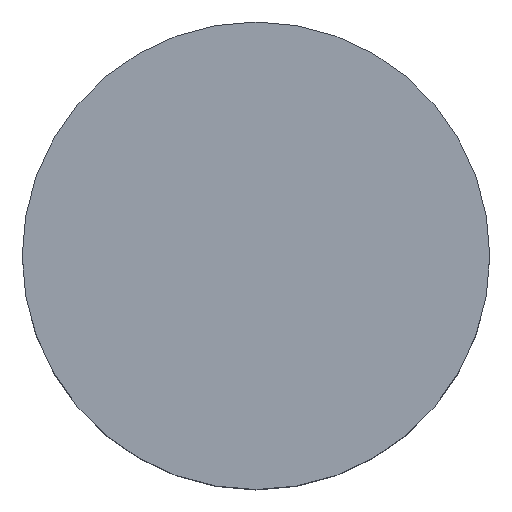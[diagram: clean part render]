
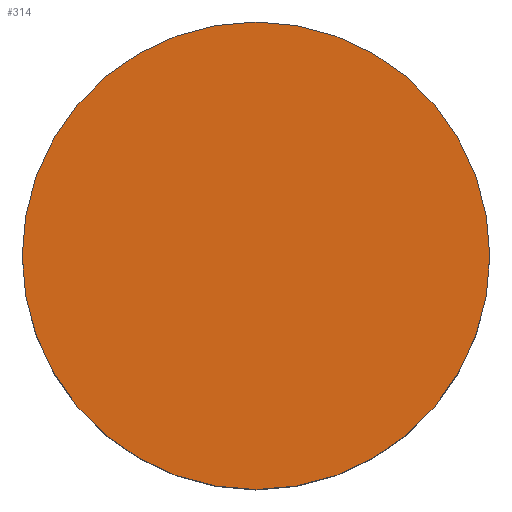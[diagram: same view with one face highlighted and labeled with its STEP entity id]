
A CAD part, top view. The second image highlights one B-rep face of the part: STEP entity #314.
In plain terms, the highlighted planar face has unit normal (0, 0, 1).
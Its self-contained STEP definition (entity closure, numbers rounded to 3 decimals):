
#45 = EDGE_CURVE ( 'NONE', #92, #53, #133, .T. ) ;
#51 = CARTESIAN_POINT ( 'NONE',  ( 0., 0., 0. ) ) ;
#53 = VERTEX_POINT ( 'NONE', #161 ) ;
#79 = AXIS2_PLACEMENT_3D ( 'NONE', #51, #86, #194 ) ;
#80 = DIRECTION ( 'NONE',  ( 0., 0., 1. ) ) ;
#83 = DIRECTION ( 'NONE',  ( 1., 0., 0. ) ) ;
#86 = DIRECTION ( 'NONE',  ( 0., 0., 1. ) ) ;
#92 = VERTEX_POINT ( 'NONE', #209 ) ;
#111 = PLANE ( 'NONE',  #222 ) ;
#133 = CIRCLE ( 'NONE', #79, 3. ) ;
#158 = AXIS2_PLACEMENT_3D ( 'NONE', #273, #253, #83 ) ;
#161 = CARTESIAN_POINT ( 'NONE',  ( 3., 0., 0. ) ) ;
#179 = EDGE_LOOP ( 'NONE', ( #265, #352 ) ) ;
#187 = CARTESIAN_POINT ( 'NONE',  ( 0., 0., 0. ) ) ;
#194 = DIRECTION ( 'NONE',  ( 1., 0., 0. ) ) ;
#209 = CARTESIAN_POINT ( 'NONE',  ( -3., 0., 0. ) ) ;
#222 = AXIS2_PLACEMENT_3D ( 'NONE', #187, #80, #300 ) ;
#253 = DIRECTION ( 'NONE',  ( 0., 0., 1. ) ) ;
#265 = ORIENTED_EDGE ( 'NONE', *, *, #277, .T. ) ;
#273 = CARTESIAN_POINT ( 'NONE',  ( 0., 0., 0. ) ) ;
#277 = EDGE_CURVE ( 'NONE', #53, #92, #282, .T. ) ;
#282 = CIRCLE ( 'NONE', #158, 3. ) ;
#300 = DIRECTION ( 'NONE',  ( 1., 0., 0. ) ) ;
#314 = ADVANCED_FACE ( 'NONE', ( #349 ), #111, .T. ) ;
#349 = FACE_OUTER_BOUND ( 'NONE', #179, .T. ) ;
#352 = ORIENTED_EDGE ( 'NONE', *, *, #45, .T. ) ;
